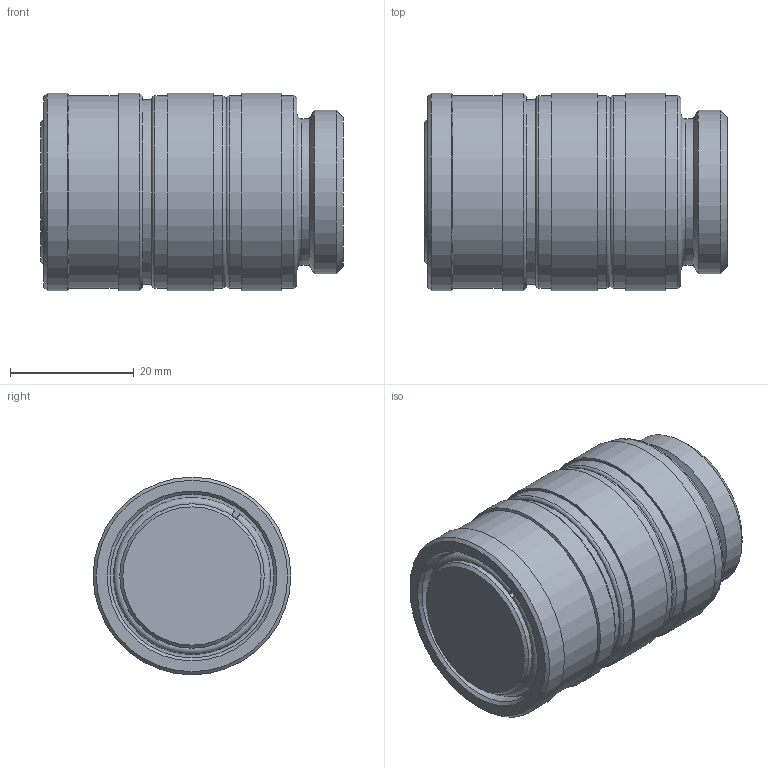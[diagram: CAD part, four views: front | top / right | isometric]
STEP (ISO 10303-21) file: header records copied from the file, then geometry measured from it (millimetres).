
FILE_DESCRIPTION((''),'2;1');
FILE_NAME('42kfaw26mpc.stp','2012-05-29T11:48:50',('AS035480'),(''),'Autodesk Inventor 2011','Autodesk Inventor 2011','');
FILE_SCHEMA(('AUTOMOTIVE_DESIGN { 1 0 10303 214 1 1 1 1 }'));
Length unit declared in the file: millimetre
Products named in the file (1): D103459
Bounding box: 49 x 32 x 32 mm (x, y, z)
Volume: 29943.8 mm3; surface area: 12237.5 mm2
Topology: 4 solids, 5 shells, 77 faces, 151 edges, 92 vertices
Faces by surface type: plane 27, cylinder 26, cone 13, torus 11
Full cylindrical faces by diameter (mm): 21.058 x2, 21.35 x1, 23.4 x2, 23.6 x1, 23.7 x2, 26.441 x3, 26.5 x1, 27 x1, 29.9 x1, 30 x1, 31.1 x5, 32 x4
Entity records: 1853 total; most frequent: CARTESIAN_POINT 332, DIRECTION 328, ORIENTED_EDGE 192, AXIS2_PLACEMENT_3D 160, EDGE_LOOP 142, EDGE_CURVE 96, VERTEX_POINT 84, FACE_OUTER_BOUND 77
